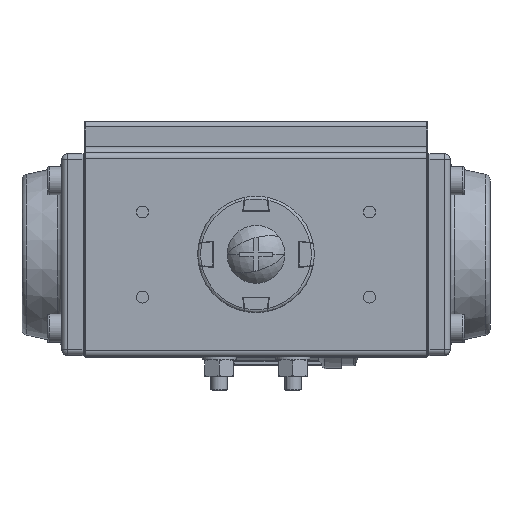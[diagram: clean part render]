
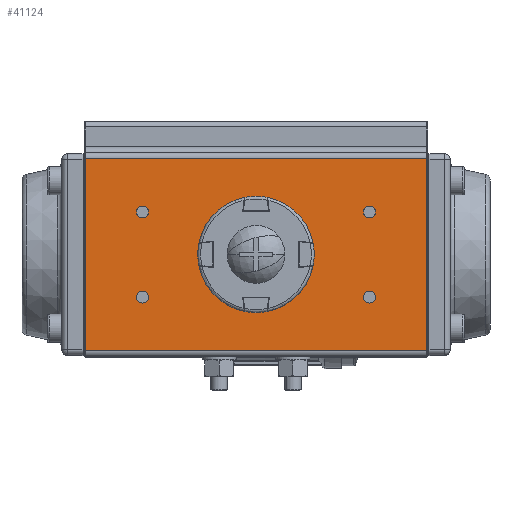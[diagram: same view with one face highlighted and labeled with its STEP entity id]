
A CAD part, top view. The second image highlights one B-rep face of the part: STEP entity #41124.
In plain terms, the highlighted planar face has unit normal (0, 0, 1).
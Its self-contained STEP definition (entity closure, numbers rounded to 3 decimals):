
#40985=CARTESIAN_POINT('',(60.5,-34.,155.));
#40986=DIRECTION('',(0.,0.,-1.));
#40987=DIRECTION('',(0.,1.,0.));
#40988=AXIS2_PLACEMENT_3D('',#40985,#40986,#40987);
#40989=PLANE('',#40988);
#40990=CARTESIAN_POINT('',(-37.9,-15.,155.));
#40991=VERTEX_POINT('',#40990);
#40992=CARTESIAN_POINT('',(-42.1,-15.,155.));
#40993=VERTEX_POINT('',#40992);
#40994=CARTESIAN_POINT('',(-40.,-15.,155.));
#40995=DIRECTION('',(-0.,-0.,1.));
#40996=DIRECTION('',(1.,-0.,0.));
#40997=AXIS2_PLACEMENT_3D('',#40994,#40995,#40996);
#40998=CIRCLE('',#40997,2.1);
#40999=EDGE_CURVE('NONE',#40991,#40993,#40998,.T.);
#41000=ORIENTED_EDGE('',*,*,#40999,.F.);
#41001=CARTESIAN_POINT('',(-40.,-15.,155.));
#41002=DIRECTION('',(-0.,-0.,1.));
#41003=DIRECTION('',(1.,-0.,0.));
#41004=AXIS2_PLACEMENT_3D('',#41001,#41002,#41003);
#41005=CIRCLE('',#41004,2.1);
#41006=EDGE_CURVE('NONE',#40993,#40991,#41005,.T.);
#41007=ORIENTED_EDGE('',*,*,#41006,.F.);
#41008=EDGE_LOOP('',(#41000,#41007));
#41009=FACE_BOUND('',#41008,.T.);
#41010=CARTESIAN_POINT('',(-37.9,15.,155.));
#41011=VERTEX_POINT('',#41010);
#41012=CARTESIAN_POINT('',(-42.1,15.,155.));
#41013=VERTEX_POINT('',#41012);
#41014=CARTESIAN_POINT('',(-40.,15.,155.));
#41015=DIRECTION('',(-0.,-0.,1.));
#41016=DIRECTION('',(1.,-0.,0.));
#41017=AXIS2_PLACEMENT_3D('',#41014,#41015,#41016);
#41018=CIRCLE('',#41017,2.1);
#41019=EDGE_CURVE('NONE',#41011,#41013,#41018,.T.);
#41020=ORIENTED_EDGE('',*,*,#41019,.F.);
#41021=CARTESIAN_POINT('',(-40.,15.,155.));
#41022=DIRECTION('',(-0.,-0.,1.));
#41023=DIRECTION('',(1.,-0.,0.));
#41024=AXIS2_PLACEMENT_3D('',#41021,#41022,#41023);
#41025=CIRCLE('',#41024,2.1);
#41026=EDGE_CURVE('NONE',#41013,#41011,#41025,.T.);
#41027=ORIENTED_EDGE('',*,*,#41026,.F.);
#41028=EDGE_LOOP('',(#41020,#41027));
#41029=FACE_BOUND('',#41028,.T.);
#41030=CARTESIAN_POINT('',(60.279,34.,155.));
#41031=VERTEX_POINT('',#41030);
#41032=CARTESIAN_POINT('',(-60.279,34.,155.));
#41033=VERTEX_POINT('',#41032);
#41034=CARTESIAN_POINT('',(60.279,34.,155.));
#41035=DIRECTION('',(-1.,0.,-0.));
#41036=VECTOR('',#41035,120.558);
#41037=LINE('',#41034,#41036);
#41038=EDGE_CURVE('',#41031,#41033,#41037,.T.);
#41039=ORIENTED_EDGE('',*,*,#41038,.T.);
#41040=CARTESIAN_POINT('',(-60.279,-34.,155.));
#41041=VERTEX_POINT('',#41040);
#41042=CARTESIAN_POINT('',(-60.279,34.,155.));
#41043=DIRECTION('',(-0.,-1.,-0.));
#41044=VECTOR('',#41043,68.);
#41045=LINE('',#41042,#41044);
#41046=EDGE_CURVE('',#41033,#41041,#41045,.T.);
#41047=ORIENTED_EDGE('',*,*,#41046,.T.);
#41048=CARTESIAN_POINT('',(60.279,-34.,155.));
#41049=VERTEX_POINT('',#41048);
#41050=CARTESIAN_POINT('',(60.279,-34.,155.));
#41051=DIRECTION('',(-1.,0.,-0.));
#41052=VECTOR('',#41051,120.558);
#41053=LINE('',#41050,#41052);
#41054=EDGE_CURVE('',#41049,#41041,#41053,.T.);
#41055=ORIENTED_EDGE('',*,*,#41054,.F.);
#41056=CARTESIAN_POINT('',(60.279,-34.,155.));
#41057=DIRECTION('',(0.,1.,0.));
#41058=VECTOR('',#41057,68.);
#41059=LINE('',#41056,#41058);
#41060=EDGE_CURVE('',#41049,#41031,#41059,.T.);
#41061=ORIENTED_EDGE('',*,*,#41060,.T.);
#41062=EDGE_LOOP('',(#41039,#41047,#41055,#41061));
#41063=FACE_BOUND('',#41062,.T.);
#41064=CARTESIAN_POINT('',(42.1,-15.,155.));
#41065=VERTEX_POINT('',#41064);
#41066=CARTESIAN_POINT('',(37.9,-15.,155.));
#41067=VERTEX_POINT('',#41066);
#41068=CARTESIAN_POINT('',(40.,-15.,155.));
#41069=DIRECTION('',(-0.,-0.,1.));
#41070=DIRECTION('',(1.,-0.,0.));
#41071=AXIS2_PLACEMENT_3D('',#41068,#41069,#41070);
#41072=CIRCLE('',#41071,2.1);
#41073=EDGE_CURVE('NONE',#41065,#41067,#41072,.T.);
#41074=ORIENTED_EDGE('',*,*,#41073,.F.);
#41075=CARTESIAN_POINT('',(40.,-15.,155.));
#41076=DIRECTION('',(-0.,-0.,1.));
#41077=DIRECTION('',(1.,-0.,0.));
#41078=AXIS2_PLACEMENT_3D('',#41075,#41076,#41077);
#41079=CIRCLE('',#41078,2.1);
#41080=EDGE_CURVE('NONE',#41067,#41065,#41079,.T.);
#41081=ORIENTED_EDGE('',*,*,#41080,.F.);
#41082=EDGE_LOOP('',(#41074,#41081));
#41083=FACE_BOUND('',#41082,.T.);
#41084=CARTESIAN_POINT('',(42.1,15.,155.));
#41085=VERTEX_POINT('',#41084);
#41086=CARTESIAN_POINT('',(37.9,15.,155.));
#41087=VERTEX_POINT('',#41086);
#41088=CARTESIAN_POINT('',(40.,15.,155.));
#41089=DIRECTION('',(-0.,-0.,1.));
#41090=DIRECTION('',(1.,-0.,0.));
#41091=AXIS2_PLACEMENT_3D('',#41088,#41089,#41090);
#41092=CIRCLE('',#41091,2.1);
#41093=EDGE_CURVE('NONE',#41085,#41087,#41092,.T.);
#41094=ORIENTED_EDGE('',*,*,#41093,.F.);
#41095=CARTESIAN_POINT('',(40.,15.,155.));
#41096=DIRECTION('',(-0.,-0.,1.));
#41097=DIRECTION('',(1.,-0.,0.));
#41098=AXIS2_PLACEMENT_3D('',#41095,#41096,#41097);
#41099=CIRCLE('',#41098,2.1);
#41100=EDGE_CURVE('NONE',#41087,#41085,#41099,.T.);
#41101=ORIENTED_EDGE('',*,*,#41100,.F.);
#41102=EDGE_LOOP('',(#41094,#41101));
#41103=FACE_BOUND('',#41102,.T.);
#41104=CARTESIAN_POINT('',(9.,-0.,155.));
#41105=VERTEX_POINT('',#41104);
#41106=CARTESIAN_POINT('',(-9.,-0.,155.));
#41107=VERTEX_POINT('',#41106);
#41108=CARTESIAN_POINT('',(0.,-0.,155.));
#41109=DIRECTION('',(0.,0.,-1.));
#41110=DIRECTION('',(0.,1.,0.));
#41111=AXIS2_PLACEMENT_3D('',#41108,#41109,#41110);
#41112=CIRCLE('',#41111,9.);
#41113=EDGE_CURVE('',#41105,#41107,#41112,.T.);
#41114=ORIENTED_EDGE('',*,*,#41113,.T.);
#41115=CARTESIAN_POINT('',(0.,-0.,155.));
#41116=DIRECTION('',(0.,0.,-1.));
#41117=DIRECTION('',(0.,1.,0.));
#41118=AXIS2_PLACEMENT_3D('',#41115,#41116,#41117);
#41119=CIRCLE('',#41118,9.);
#41120=EDGE_CURVE('',#41107,#41105,#41119,.T.);
#41121=ORIENTED_EDGE('',*,*,#41120,.T.);
#41122=EDGE_LOOP('',(#41114,#41121));
#41123=FACE_BOUND('',#41122,.T.);
#41124=ADVANCED_FACE('',(#41009,#41029,#41063,#41083,#41103,#41123),#40989,.F.);
